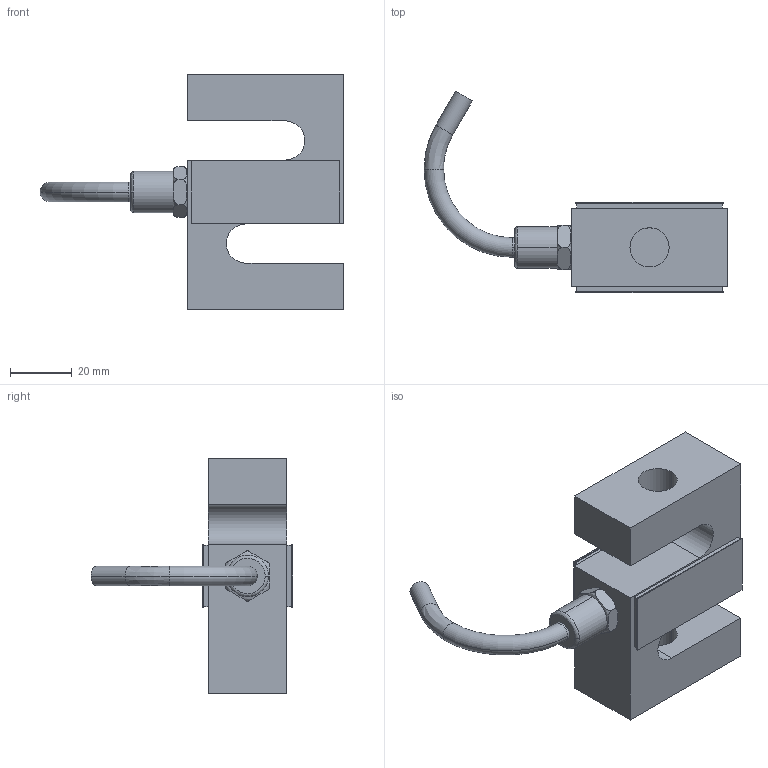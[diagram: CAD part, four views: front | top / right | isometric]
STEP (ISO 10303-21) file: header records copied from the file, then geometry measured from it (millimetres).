
FILE_DESCRIPTION (( 'STEP AP203' ), '1' );
FILE_NAME ('Interface SSM-AJ-500.STEP', '2013-04-23T15:49:28', ( 'Ricky Parrish' ), ( '' ), 'SwSTEP 2.0', 'SolidWorks 2002349', '' );
FILE_SCHEMA (( 'CONFIG_CONTROL_DESIGN' ));
Length unit declared in the file: inch
Products named in the file (1): Interface SSM-AJ-500
Bounding box: 98.46 x 65.37 x 76.2 mm (x, y, z)
Volume: 79402.8 mm3; surface area: 19454.9 mm2
Topology: 1 solids, 1 shells, 62 faces, 160 edges, 104 vertices
Faces by surface type: plane 40, cylinder 12, bspline 8, torus 2
Entity records: 2329 total; most frequent: CARTESIAN_POINT 795, ORIENTED_EDGE 320, DIRECTION 276, EDGE_CURVE 160, VERTEX_POINT 104, LINE 98, VECTOR 98, AXIS2_PLACEMENT_3D 89
